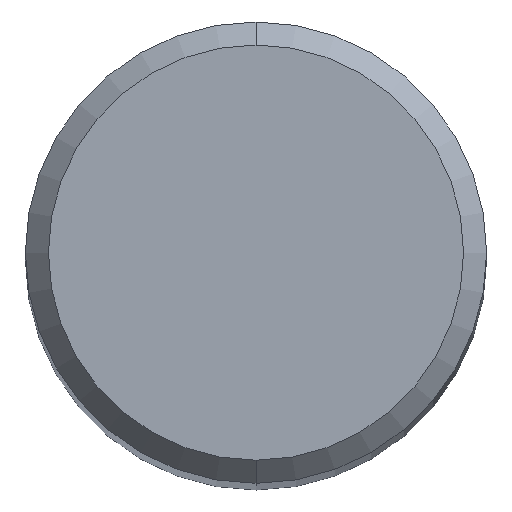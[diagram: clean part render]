
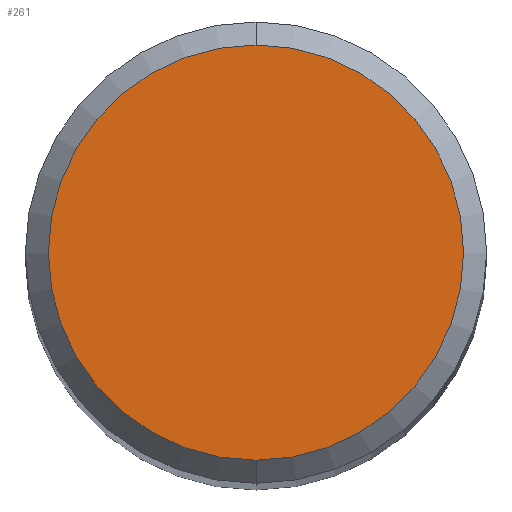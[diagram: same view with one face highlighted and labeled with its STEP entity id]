
A CAD part, top view. The second image highlights one B-rep face of the part: STEP entity #261.
In plain terms, the highlighted planar face has unit normal (0, 0, 1).
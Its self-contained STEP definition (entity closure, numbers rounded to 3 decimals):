
#127=EDGE_CURVE('',#245,#147,#345,.T.);
#147=VERTEX_POINT('',#366);
#173=EDGE_CURVE('',#147,#245,#394,.T.);
#245=VERTEX_POINT('',#471);
#261=ADVANCED_FACE('',(#492),#493,.T.);
#345=CIRCLE('',#583,5.4);
#366=CARTESIAN_POINT('',(0.,-5.4,0.0));
#394=CIRCLE('',#652,5.4);
#471=CARTESIAN_POINT('',(0.0,5.4,0.0));
#492=FACE_OUTER_BOUND('',#777,.T.);
#493=PLANE('',#778);
#583=AXIS2_PLACEMENT_3D('',#877,#878,#879);
#652=AXIS2_PLACEMENT_3D('',#935,#936,#937);
#777=EDGE_LOOP('',(#1051,#1052));
#778=AXIS2_PLACEMENT_3D('',#1053,#1054,#1055);
#877=CARTESIAN_POINT('',(0.0,0.0,0.0));
#878=DIRECTION('',(0.0,0.0,-1.0));
#879=DIRECTION('',(0.0,1.0,0.0));
#935=CARTESIAN_POINT('',(0.0,0.0,0.0));
#936=DIRECTION('',(0.0,0.0,-1.0));
#937=DIRECTION('',(0.0,1.0,0.0));
#1051=ORIENTED_EDGE('',*,*,#127,.F.);
#1052=ORIENTED_EDGE('',*,*,#173,.F.);
#1053=CARTESIAN_POINT('',(0.0,2.7,0.0));
#1054=DIRECTION('',(-0.0,0.0,1.0));
#1055=DIRECTION('',(0.0,-1.0,0.0));
